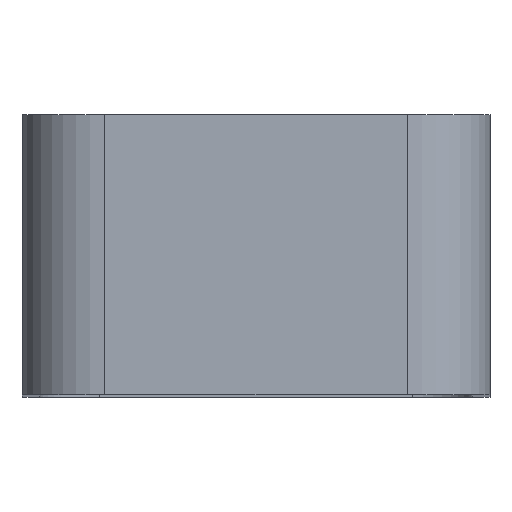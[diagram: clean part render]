
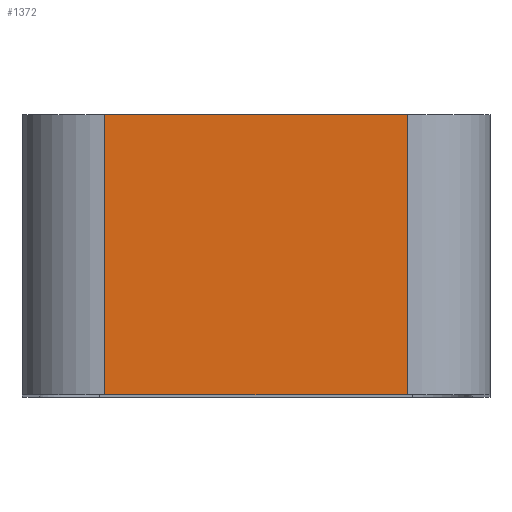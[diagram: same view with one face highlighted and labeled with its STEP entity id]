
A CAD part, top view. The second image highlights one B-rep face of the part: STEP entity #1372.
In plain terms, the highlighted planar face has unit normal (0, 0, 1).
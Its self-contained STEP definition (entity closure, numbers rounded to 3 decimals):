
#104=FACE_OUTER_BOUND('',#174,.T.);
#174=EDGE_LOOP('',(#1205,#1206,#1207,#1208));
#189=LINE('',#1943,#329);
#200=LINE('',#1979,#340);
#209=LINE('',#2007,#349);
#210=LINE('',#2010,#350);
#329=VECTOR('',#1539,10.);
#340=VECTOR('',#1570,10.);
#349=VECTOR('',#1597,10.);
#350=VECTOR('',#1602,10.);
#528=VERTEX_POINT('',#1940);
#529=VERTEX_POINT('',#1942);
#543=VERTEX_POINT('',#1976);
#544=VERTEX_POINT('',#1978);
#664=EDGE_CURVE('',#528,#529,#189,.T.);
#682=EDGE_CURVE('',#543,#544,#200,.T.);
#697=EDGE_CURVE('',#529,#543,#209,.T.);
#698=EDGE_CURVE('',#544,#528,#210,.T.);
#1205=ORIENTED_EDGE('',*,*,#697,.F.);
#1206=ORIENTED_EDGE('',*,*,#664,.F.);
#1207=ORIENTED_EDGE('',*,*,#698,.F.);
#1208=ORIENTED_EDGE('',*,*,#682,.F.);
#1310=PLANE('',#1513);
#1372=ADVANCED_FACE('',(#104),#1310,.T.);
#1513=AXIS2_PLACEMENT_3D('',#2313,#1895,#1896);
#1539=DIRECTION('',(-1.,0.,0.));
#1570=DIRECTION('',(1.,0.,0.));
#1597=DIRECTION('',(0.,1.,0.));
#1602=DIRECTION('',(0.,-1.,0.));
#1895=DIRECTION('center_axis',(0.,0.,1.));
#1896=DIRECTION('ref_axis',(1.,0.,0.));
#1940=CARTESIAN_POINT('',(-0.574,-1.2,53.7));
#1942=CARTESIAN_POINT('',(-20.874,-1.2,53.7));
#1943=CARTESIAN_POINT('',(4.976,-1.2,53.7));
#1976=CARTESIAN_POINT('',(-20.874,17.6,53.7));
#1978=CARTESIAN_POINT('',(-0.574,17.6,53.7));
#1979=CARTESIAN_POINT('',(4.976,17.6,53.7));
#2007=CARTESIAN_POINT('',(-20.874,0.,53.7));
#2010=CARTESIAN_POINT('',(-0.574,0.,53.7));
#2313=CARTESIAN_POINT('Origin',(-26.424,0.,53.7));
